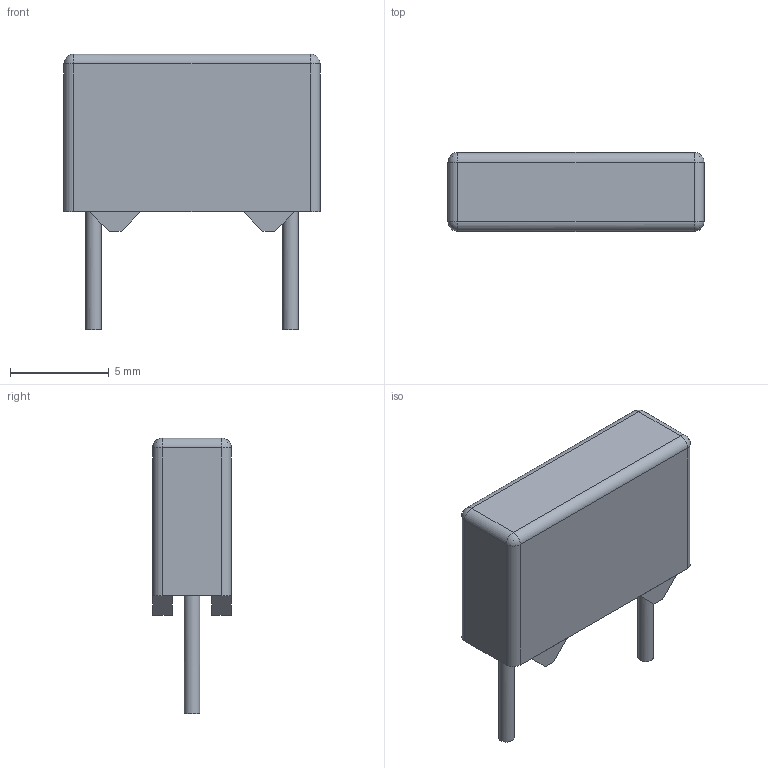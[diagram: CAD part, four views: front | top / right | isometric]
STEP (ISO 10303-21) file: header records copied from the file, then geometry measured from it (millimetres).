
FILE_DESCRIPTION(/* description */ (''),/* implementation_level */ '2;1');
FILE_NAME(/* name */ 'C102-043X133.step',/* time_stamp */ '2023-01-04T19:56:42+01:00',/* author */ (''),/* organization */ (''),/* preprocessor_version */ 'ST-DEVELOPER v19.2',/* originating_system */ 'Autodesk Translation Framework v11.17.0.187',/* authorisation */ '');
FILE_SCHEMA (('AUTOMOTIVE_DESIGN { 1 0 10303 214 3 1 1 }'));
Length unit declared in the file: millimetre
Products named in the file (1): C102-043X133 (1)
Bounding box: 13 x 4 x 14 mm (x, y, z)
Volume: 415.7 mm3; surface area: 451.7 mm2
Topology: 7 solids, 7 shells, 61 faces, 130 edges, 80 vertices
Faces by surface type: plane 39, cylinder 10, bspline 8, sphere 4
Full cylindrical faces by diameter (mm): 0.8 x2
Entity records: 2163 total; most frequent: CARTESIAN_POINT 842, ORIENTED_EDGE 252, DIRECTION 242, EDGE_CURVE 126, LINE 86, VECTOR 86, VERTEX_POINT 80, AXIS2_PLACEMENT_3D 78
